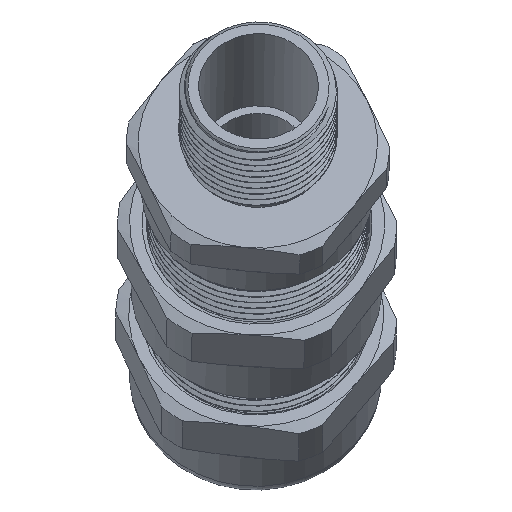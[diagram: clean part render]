
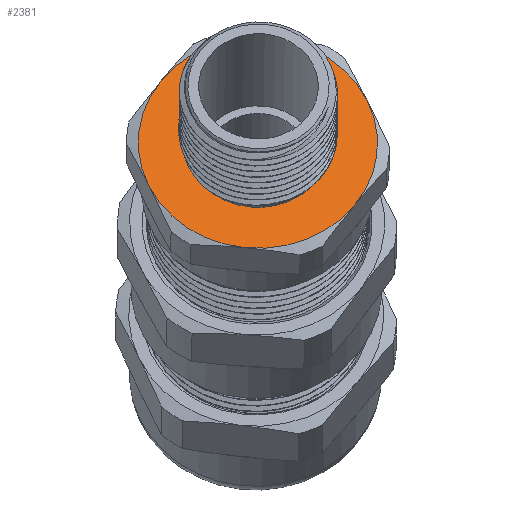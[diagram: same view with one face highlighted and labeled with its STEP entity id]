
A CAD part, left-side view. The second image highlights one B-rep face of the part: STEP entity #2381.
In plain terms, the highlighted face is planar.
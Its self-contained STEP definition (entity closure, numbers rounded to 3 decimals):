
#273=PLANE('',#2784);
#402=FACE_BOUND('',#805,.T.);
#569=FACE_OUTER_BOUND('',#804,.T.);
#804=EDGE_LOOP('',(#2130,#2131,#2132,#2133,#2134,#2135));
#805=EDGE_LOOP('',(#2136));
#967=CIRCLE('',#2760,15.);
#970=CIRCLE('',#2764,15.);
#971=CIRCLE('',#2766,15.);
#974=CIRCLE('',#2770,15.);
#976=CIRCLE('',#2773,15.);
#979=CIRCLE('',#2783,15.);
#980=CIRCLE('',#2785,9.169);
#1202=VERTEX_POINT('',#11529);
#1211=VERTEX_POINT('',#11557);
#1217=VERTEX_POINT('',#11578);
#1223=VERTEX_POINT('',#11599);
#1229=VERTEX_POINT('',#11620);
#1235=VERTEX_POINT('',#11641);
#1238=VERTEX_POINT('',#11695);
#1533=EDGE_CURVE('',#1202,#1235,#967,.T.);
#1536=EDGE_CURVE('',#1235,#1229,#970,.T.);
#1537=EDGE_CURVE('',#1211,#1223,#971,.T.);
#1540=EDGE_CURVE('',#1223,#1217,#974,.T.);
#1542=EDGE_CURVE('',#1229,#1211,#976,.T.);
#1545=EDGE_CURVE('',#1217,#1202,#979,.T.);
#1546=EDGE_CURVE('',#1238,#1238,#980,.T.);
#2130=ORIENTED_EDGE('',*,*,#1533,.F.);
#2131=ORIENTED_EDGE('',*,*,#1545,.F.);
#2132=ORIENTED_EDGE('',*,*,#1540,.F.);
#2133=ORIENTED_EDGE('',*,*,#1537,.F.);
#2134=ORIENTED_EDGE('',*,*,#1542,.F.);
#2135=ORIENTED_EDGE('',*,*,#1536,.F.);
#2136=ORIENTED_EDGE('',*,*,#1546,.T.);
#2381=ADVANCED_FACE('',(#569,#402),#273,.T.);
#2760=AXIS2_PLACEMENT_3D('',#11670,#3416,#3417);
#2764=AXIS2_PLACEMENT_3D('',#11674,#3424,#3425);
#2766=AXIS2_PLACEMENT_3D('',#11676,#3428,#3429);
#2770=AXIS2_PLACEMENT_3D('',#11680,#3436,#3437);
#2773=AXIS2_PLACEMENT_3D('',#11683,#3442,#3443);
#2783=AXIS2_PLACEMENT_3D('',#11693,#3462,#3463);
#2784=AXIS2_PLACEMENT_3D('',#11694,#3464,#3465);
#2785=AXIS2_PLACEMENT_3D('',#11696,#3466,#3467);
#3416=DIRECTION('center_axis',(1.,0.,0.));
#3417=DIRECTION('ref_axis',(0.,-1.,0.));
#3424=DIRECTION('center_axis',(1.,0.,0.));
#3425=DIRECTION('ref_axis',(0.,-1.,0.));
#3428=DIRECTION('center_axis',(1.,0.,0.));
#3429=DIRECTION('ref_axis',(0.,-1.,0.));
#3436=DIRECTION('center_axis',(1.,0.,0.));
#3437=DIRECTION('ref_axis',(0.,-1.,0.));
#3442=DIRECTION('center_axis',(1.,0.,0.));
#3443=DIRECTION('ref_axis',(0.,-1.,0.));
#3462=DIRECTION('center_axis',(1.,0.,0.));
#3463=DIRECTION('ref_axis',(0.,-1.,0.));
#3464=DIRECTION('center_axis',(-1.,0.,0.));
#3465=DIRECTION('ref_axis',(0.,0.,1.));
#3466=DIRECTION('center_axis',(1.,0.,0.));
#3467=DIRECTION('ref_axis',(0.,0.,-1.));
#11529=CARTESIAN_POINT('',(-24.88,15.,0.));
#11557=CARTESIAN_POINT('',(-24.88,-15.,0.));
#11578=CARTESIAN_POINT('',(-24.88,7.5,-12.99));
#11599=CARTESIAN_POINT('',(-24.88,-7.5,-12.99));
#11620=CARTESIAN_POINT('',(-24.88,-7.5,12.99));
#11641=CARTESIAN_POINT('',(-24.88,7.5,12.99));
#11670=CARTESIAN_POINT('Origin',(-24.88,0.,0.));
#11674=CARTESIAN_POINT('Origin',(-24.88,0.,0.));
#11676=CARTESIAN_POINT('Origin',(-24.88,0.,0.));
#11680=CARTESIAN_POINT('Origin',(-24.88,0.,0.));
#11683=CARTESIAN_POINT('Origin',(-24.88,0.,0.));
#11693=CARTESIAN_POINT('Origin',(-24.88,0.,0.));
#11694=CARTESIAN_POINT('Origin',(-24.88,16.5,0.));
#11695=CARTESIAN_POINT('',(-24.88,9.169,0.));
#11696=CARTESIAN_POINT('Origin',(-24.88,0.,0.));
